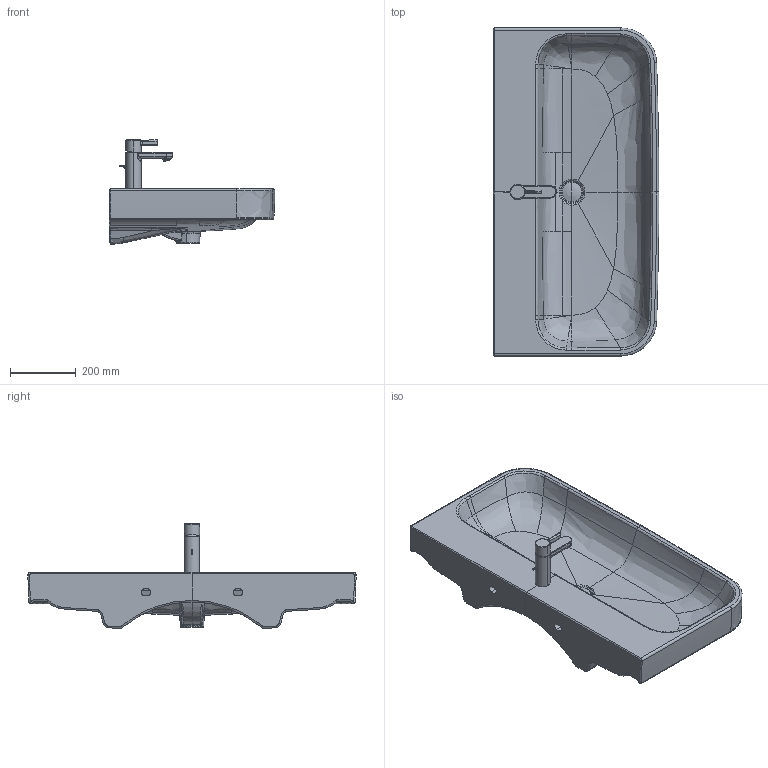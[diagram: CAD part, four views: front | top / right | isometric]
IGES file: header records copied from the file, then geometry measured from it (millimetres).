
Global section: file name: No Iges File Name specified; native system: Autodesk Inventor 2011; preprocessor: AutoDesk Inventor Iges Exporter R2011; author: Administrator; date: 20130527.130041; units: millimetre
Bounding box: 504.9 x 999.8 x 318.17 mm (x, y, z)
Volume: 22630738.4 mm3; surface area: 1633387.4 mm2
Topology: 7 solids, 7 shells, 590 faces, 1466 edges, 877 vertices
Faces by surface type: bspline 335, plane 103, cylinder 59, revolution 56, torus 18, cone 17, sphere 2
